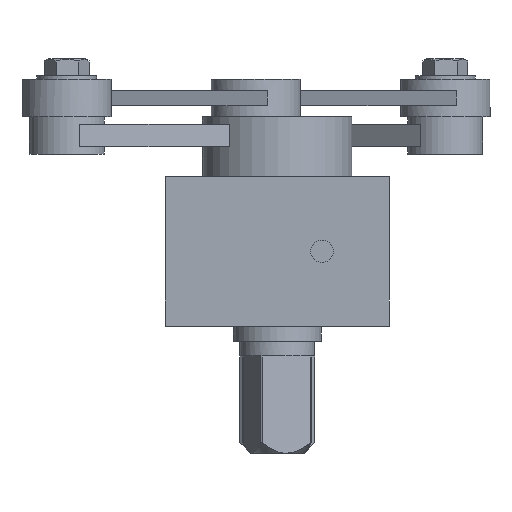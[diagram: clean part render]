
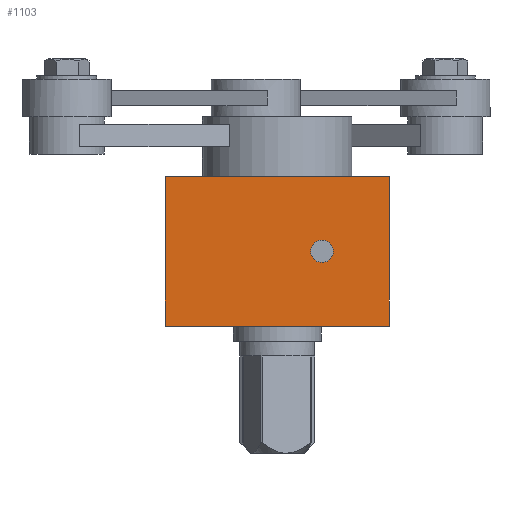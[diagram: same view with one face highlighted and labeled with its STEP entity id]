
A CAD part, front view. The second image highlights one B-rep face of the part: STEP entity #1103.
In plain terms, the highlighted planar face has unit normal (0, -1, 0).
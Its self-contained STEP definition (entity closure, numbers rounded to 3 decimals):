
#70=LINE('',#1799,#130);
#74=LINE('',#1808,#134);
#76=LINE('',#1816,#136);
#77=LINE('',#1817,#137);
#130=VECTOR('',#1394,10.);
#134=VECTOR('',#1400,10.);
#136=VECTOR('',#1410,10.);
#137=VECTOR('',#1411,10.);
#216=FACE_BOUND('',#364,.T.);
#281=FACE_OUTER_BOUND('',#363,.T.);
#363=EDGE_LOOP('',(#790,#791,#792,#793));
#364=EDGE_LOOP('',(#794));
#476=CIRCLE('',#1225,1.5);
#538=VERTEX_POINT('',#1790);
#541=VERTEX_POINT('',#1796);
#542=VERTEX_POINT('',#1798);
#545=VERTEX_POINT('',#1805);
#546=VERTEX_POINT('',#1807);
#640=EDGE_CURVE('',#538,#538,#476,.T.);
#643=EDGE_CURVE('',#542,#541,#70,.T.);
#647=EDGE_CURVE('',#546,#545,#74,.T.);
#651=EDGE_CURVE('',#545,#542,#76,.T.);
#652=EDGE_CURVE('',#546,#541,#77,.T.);
#790=ORIENTED_EDGE('',*,*,#651,.T.);
#791=ORIENTED_EDGE('',*,*,#643,.T.);
#792=ORIENTED_EDGE('',*,*,#652,.F.);
#793=ORIENTED_EDGE('',*,*,#647,.T.);
#794=ORIENTED_EDGE('',*,*,#640,.T.);
#1048=PLANE('',#1231);
#1103=ADVANCED_FACE('',(#281,#216),#1048,.T.);
#1225=AXIS2_PLACEMENT_3D('',#1791,#1388,#1389);
#1231=AXIS2_PLACEMENT_3D('',#1815,#1408,#1409);
#1388=DIRECTION('center_axis',(0.,1.,0.));
#1389=DIRECTION('ref_axis',(-1.,0.,0.));
#1394=DIRECTION('',(0.,0.,-1.));
#1400=DIRECTION('',(0.,0.,1.));
#1408=DIRECTION('center_axis',(0.,-1.,0.));
#1409=DIRECTION('ref_axis',(0.,0.,-1.));
#1410=DIRECTION('',(-1.,0.,0.));
#1411=DIRECTION('',(-1.,0.,0.));
#1790=CARTESIAN_POINT('',(7.5,-10.,10.));
#1791=CARTESIAN_POINT('Origin',(6.,-10.,10.));
#1796=CARTESIAN_POINT('',(-15.,-10.,0.));
#1798=CARTESIAN_POINT('',(-15.,-10.,20.));
#1799=CARTESIAN_POINT('',(-15.,-10.,20.));
#1805=CARTESIAN_POINT('',(15.,-10.,20.));
#1807=CARTESIAN_POINT('',(15.,-10.,0.));
#1808=CARTESIAN_POINT('',(15.,-10.,0.));
#1815=CARTESIAN_POINT('Origin',(10.,-10.,0.));
#1816=CARTESIAN_POINT('',(-10.,-10.,20.));
#1817=CARTESIAN_POINT('',(10.,-10.,0.));
